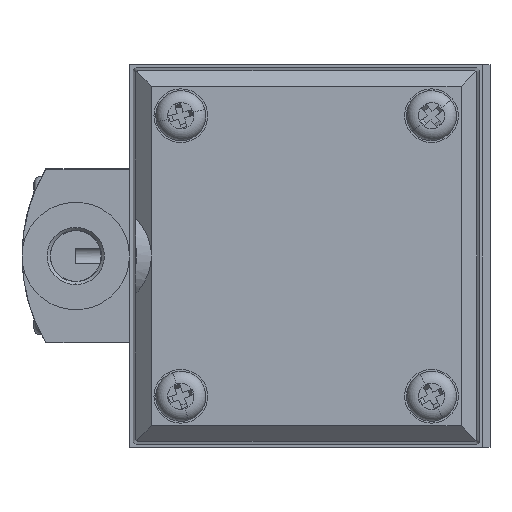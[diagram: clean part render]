
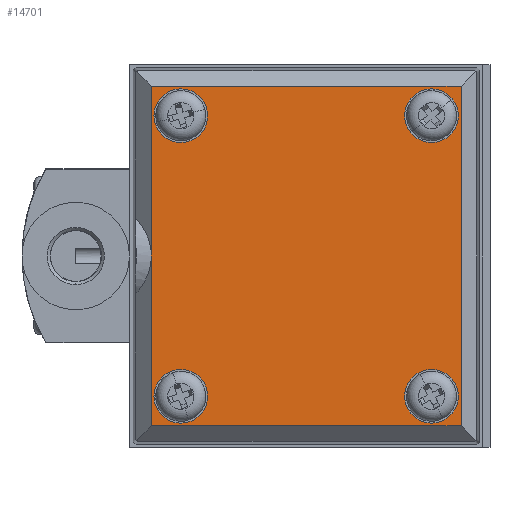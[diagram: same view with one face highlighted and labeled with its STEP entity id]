
A CAD part, left-side view. The second image highlights one B-rep face of the part: STEP entity #14701.
In plain terms, the highlighted face is planar.
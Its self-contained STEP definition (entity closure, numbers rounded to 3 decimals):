
#326 = AXIS2_PLACEMENT_3D ( 'NONE', #4702, #4703, #4704 ) ;
#511 = AXIS2_PLACEMENT_3D ( 'NONE', #18090, #18091, #18092 ) ;
#1491 = CIRCLE ( 'NONE', #326, 4.5 ) ;
#2071 = EDGE_CURVE ( 'NONE', #23610, #23603, #3453, .T. ) ;
#2078 = EDGE_CURVE ( 'NONE', #23603, #23604, #3471, .T. ) ;
#2151 = EDGE_CURVE ( 'NONE', #23479, #23520, #3655, .T. ) ;
#2155 = EDGE_CURVE ( 'NONE', #23528, #23494, #3668, .T. ) ;
#2159 = EDGE_CURVE ( 'NONE', #23443, #23498, #3680, .T. ) ;
#2235 = EDGE_CURVE ( 'NONE', #23604, #23682, #3894, .T. ) ;
#2236 = EDGE_CURVE ( 'NONE', #23682, #23683, #3898, .T. ) ;
#2237 = EDGE_CURVE ( 'NONE', #23683, #23610, #3901, .T. ) ;
#2238 = EDGE_CURVE ( 'NONE', #23565, #23433, #3906, .T. ) ;
#2239 = EDGE_CURVE ( 'NONE', #23498, #23443, #3909, .T. ) ;
#2240 = EDGE_CURVE ( 'NONE', #23494, #23528, #3912, .T. ) ;
#2241 = EDGE_CURVE ( 'NONE', #23520, #23479, #3914, .T. ) ;
#2547 = CARTESIAN_POINT ( 'NONE',  ( -31., 25.948, 0. ) ) ;
#2548 = DIRECTION ( 'NONE',  ( -1., 0., 0. ) ) ;
#2567 = CARTESIAN_POINT ( 'NONE',  ( -31., 25.948, 0. ) ) ;
#2568 = DIRECTION ( 'NONE',  ( -1., 0., 0. ) ) ;
#2836 = CARTESIAN_POINT ( 'NONE',  ( -23.5, -21., 0. ) ) ;
#2837 = DIRECTION ( 'NONE',  ( 0., 0., 1. ) ) ;
#2838 = DIRECTION ( 'NONE',  ( 1., 0., 0. ) ) ;
#2846 = CARTESIAN_POINT ( 'NONE',  ( 23.5, -21., 0. ) ) ;
#2847 = DIRECTION ( 'NONE',  ( 0., 0., 1. ) ) ;
#2848 = DIRECTION ( 'NONE',  ( -1., 0., 0. ) ) ;
#2856 = CARTESIAN_POINT ( 'NONE',  ( 23.5, 21., 0. ) ) ;
#2857 = DIRECTION ( 'NONE',  ( 0., 0., 1. ) ) ;
#2858 = DIRECTION ( 'NONE',  ( 1., 0., 0. ) ) ;
#3056 = CARTESIAN_POINT ( 'NONE',  ( -28.448, -28.5, 0. ) ) ;
#3057 = DIRECTION ( 'NONE',  ( 0., -1., 0. ) ) ;
#3058 = CARTESIAN_POINT ( 'NONE',  ( -31., -25.948, 0. ) ) ;
#3059 = DIRECTION ( 'NONE',  ( 1., 0., 0. ) ) ;
#3060 = CARTESIAN_POINT ( 'NONE',  ( 28.448, -28.5, 0. ) ) ;
#3061 = DIRECTION ( 'NONE',  ( 0., 1., 0. ) ) ;
#3062 = CARTESIAN_POINT ( 'NONE',  ( -23.5, 21., 0. ) ) ;
#3063 = DIRECTION ( 'NONE',  ( 0., 0., 1. ) ) ;
#3064 = DIRECTION ( 'NONE',  ( -1., 0., 0. ) ) ;
#3065 = CARTESIAN_POINT ( 'NONE',  ( 23.5, 21., 0. ) ) ;
#3066 = DIRECTION ( 'NONE',  ( 0., 0., 1. ) ) ;
#3067 = DIRECTION ( 'NONE',  ( 1., 0., 0. ) ) ;
#3068 = CARTESIAN_POINT ( 'NONE',  ( 23.5, -21., 0. ) ) ;
#3069 = DIRECTION ( 'NONE',  ( 0., 0., 1. ) ) ;
#3070 = DIRECTION ( 'NONE',  ( -1., 0., 0. ) ) ;
#3071 = CARTESIAN_POINT ( 'NONE',  ( -23.5, -21., 0. ) ) ;
#3072 = DIRECTION ( 'NONE',  ( 0., 0., 1. ) ) ;
#3073 = DIRECTION ( 'NONE',  ( 1., 0., 0. ) ) ;
#3453 = LINE ( 'NONE', #2547, #3456 ) ;
#3456 = VECTOR ( 'NONE', #2548, 1000. ) ;
#3471 = LINE ( 'NONE', #2567, #3473 ) ;
#3473 = VECTOR ( 'NONE', #2568, 1000. ) ;
#3655 = CIRCLE ( 'NONE', #16204, 4.5 ) ;
#3668 = CIRCLE ( 'NONE', #16206, 4.5 ) ;
#3680 = CIRCLE ( 'NONE', #16208, 4.5 ) ;
#3894 = LINE ( 'NONE', #3056, #3896 ) ;
#3896 = VECTOR ( 'NONE', #3057, 1000. ) ;
#3898 = LINE ( 'NONE', #3058, #3899 ) ;
#3899 = VECTOR ( 'NONE', #3059, 1000. ) ;
#3901 = LINE ( 'NONE', #3060, #3903 ) ;
#3903 = VECTOR ( 'NONE', #3061, 1000. ) ;
#3906 = CIRCLE ( 'NONE', #16223, 4.5 ) ;
#3909 = CIRCLE ( 'NONE', #16224, 4.5 ) ;
#3912 = CIRCLE ( 'NONE', #16225, 4.5 ) ;
#3914 = CIRCLE ( 'NONE', #16226, 4.5 ) ;
#4702 = CARTESIAN_POINT ( 'NONE',  ( -23.5, 21., 0. ) ) ;
#4703 = DIRECTION ( 'NONE',  ( 0., 0., 1. ) ) ;
#4704 = DIRECTION ( 'NONE',  ( -1., 0., 0. ) ) ;
#10950 = EDGE_CURVE ( 'NONE', #23433, #23565, #1491, .T. ) ;
#12929 = EDGE_LOOP ( 'NONE', ( #21366, #21367, #21368, #21369, #21370 ) ) ;
#12932 = EDGE_LOOP ( 'NONE', ( #21373, #21374 ) ) ;
#12940 = EDGE_LOOP ( 'NONE', ( #21375, #21376 ) ) ;
#12941 = EDGE_LOOP ( 'NONE', ( #21377, #21378 ) ) ;
#12946 = EDGE_LOOP ( 'NONE', ( #21371, #21372 ) ) ;
#14701 = ADVANCED_FACE ( 'NONE', ( #18838, #18839, #18840, #18841, #18842 ), #18089, .T. ) ;
#16204 = AXIS2_PLACEMENT_3D ( 'NONE', #2836, #2837, #2838 ) ;
#16206 = AXIS2_PLACEMENT_3D ( 'NONE', #2846, #2847, #2848 ) ;
#16208 = AXIS2_PLACEMENT_3D ( 'NONE', #2856, #2857, #2858 ) ;
#16223 = AXIS2_PLACEMENT_3D ( 'NONE', #3062, #3063, #3064 ) ;
#16224 = AXIS2_PLACEMENT_3D ( 'NONE', #3065, #3066, #3067 ) ;
#16225 = AXIS2_PLACEMENT_3D ( 'NONE', #3068, #3069, #3070 ) ;
#16226 = AXIS2_PLACEMENT_3D ( 'NONE', #3071, #3072, #3073 ) ;
#18089 = PLANE ( 'NONE',  #511 ) ;
#18090 = CARTESIAN_POINT ( 'NONE',  ( -31., -28.5, 0. ) ) ;
#18091 = DIRECTION ( 'NONE',  ( 0., 0., 1. ) ) ;
#18092 = DIRECTION ( 'NONE',  ( 1., 0., 0. ) ) ;
#18838 = FACE_OUTER_BOUND ( 'NONE', #12929, .T. ) ;
#18839 = FACE_BOUND ( 'NONE', #12946, .T. ) ;
#18840 = FACE_BOUND ( 'NONE', #12932, .T. ) ;
#18841 = FACE_BOUND ( 'NONE', #12940, .T. ) ;
#18842 = FACE_BOUND ( 'NONE', #12941, .T. ) ;
#20689 = CARTESIAN_POINT ( 'NONE',  ( -28., 21., 0. ) ) ;
#20699 = CARTESIAN_POINT ( 'NONE',  ( 19., 21., 0. ) ) ;
#20735 = CARTESIAN_POINT ( 'NONE',  ( -28., -21., 0. ) ) ;
#20750 = CARTESIAN_POINT ( 'NONE',  ( 28., -21., 0. ) ) ;
#20754 = CARTESIAN_POINT ( 'NONE',  ( 28., 21., 0. ) ) ;
#20776 = CARTESIAN_POINT ( 'NONE',  ( -19., -21., 0. ) ) ;
#20784 = CARTESIAN_POINT ( 'NONE',  ( 19., -21., 0. ) ) ;
#20821 = CARTESIAN_POINT ( 'NONE',  ( -19., 21., 0. ) ) ;
#20859 = CARTESIAN_POINT ( 'NONE',  ( 0., 25.948, 0. ) ) ;
#20860 = CARTESIAN_POINT ( 'NONE',  ( -28.448, 25.948, 0. ) ) ;
#20866 = CARTESIAN_POINT ( 'NONE',  ( 28.448, 25.948, 0. ) ) ;
#20938 = CARTESIAN_POINT ( 'NONE',  ( -28.448, -25.948, 0. ) ) ;
#20939 = CARTESIAN_POINT ( 'NONE',  ( 28.448, -25.948, 0. ) ) ;
#21366 = ORIENTED_EDGE ( 'NONE', *, *, #2071, .T. ) ;
#21367 = ORIENTED_EDGE ( 'NONE', *, *, #2078, .T. ) ;
#21368 = ORIENTED_EDGE ( 'NONE', *, *, #2235, .T. ) ;
#21369 = ORIENTED_EDGE ( 'NONE', *, *, #2236, .T. ) ;
#21370 = ORIENTED_EDGE ( 'NONE', *, *, #2237, .T. ) ;
#21371 = ORIENTED_EDGE ( 'NONE', *, *, #2238, .F. ) ;
#21372 = ORIENTED_EDGE ( 'NONE', *, *, #10950, .F. ) ;
#21373 = ORIENTED_EDGE ( 'NONE', *, *, #2239, .F. ) ;
#21374 = ORIENTED_EDGE ( 'NONE', *, *, #2159, .F. ) ;
#21375 = ORIENTED_EDGE ( 'NONE', *, *, #2240, .F. ) ;
#21376 = ORIENTED_EDGE ( 'NONE', *, *, #2155, .F. ) ;
#21377 = ORIENTED_EDGE ( 'NONE', *, *, #2241, .F. ) ;
#21378 = ORIENTED_EDGE ( 'NONE', *, *, #2151, .F. ) ;
#23433 = VERTEX_POINT ( 'NONE', #20689 ) ;
#23443 = VERTEX_POINT ( 'NONE', #20699 ) ;
#23479 = VERTEX_POINT ( 'NONE', #20735 ) ;
#23494 = VERTEX_POINT ( 'NONE', #20750 ) ;
#23498 = VERTEX_POINT ( 'NONE', #20754 ) ;
#23520 = VERTEX_POINT ( 'NONE', #20776 ) ;
#23528 = VERTEX_POINT ( 'NONE', #20784 ) ;
#23565 = VERTEX_POINT ( 'NONE', #20821 ) ;
#23603 = VERTEX_POINT ( 'NONE', #20859 ) ;
#23604 = VERTEX_POINT ( 'NONE', #20860 ) ;
#23610 = VERTEX_POINT ( 'NONE', #20866 ) ;
#23682 = VERTEX_POINT ( 'NONE', #20938 ) ;
#23683 = VERTEX_POINT ( 'NONE', #20939 ) ;
